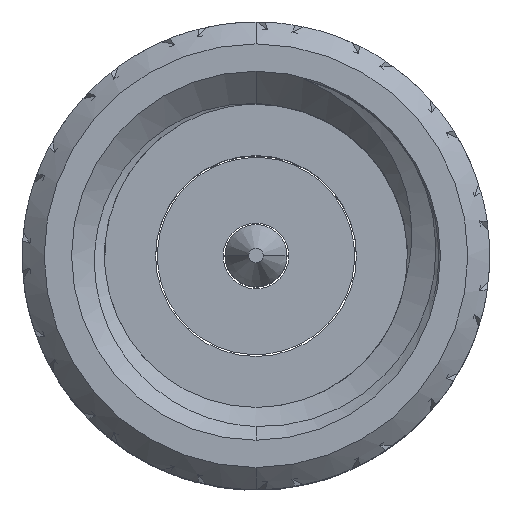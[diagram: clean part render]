
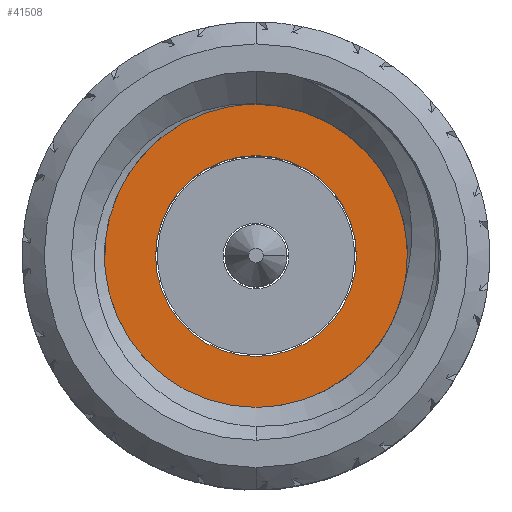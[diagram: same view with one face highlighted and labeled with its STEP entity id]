
A CAD part, top view. The second image highlights one B-rep face of the part: STEP entity #41508.
In plain terms, the highlighted planar face has unit normal (0, 0, 1).
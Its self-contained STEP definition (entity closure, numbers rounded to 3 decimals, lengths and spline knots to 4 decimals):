
#412 = CARTESIAN_POINT ( 'NONE',  ( 0., 0., 10.08 ) ) ;
#1715 = ORIENTED_EDGE ( 'NONE', *, *, #23286, .F. ) ;
#4215 = EDGE_CURVE ( 'NONE', #45830, #23244, #23032, .T. ) ;
#5111 = CARTESIAN_POINT ( 'NONE',  ( 0., -2.3, 10.08 ) ) ;
#6207 = DIRECTION ( 'NONE',  ( 0., 0., -1. ) ) ;
#7201 = CARTESIAN_POINT ( 'NONE',  ( 0., -1.375, 10.08 ) ) ;
#7472 = DIRECTION ( 'NONE',  ( 0., 0., -1. ) ) ;
#7999 = AXIS2_PLACEMENT_3D ( 'NONE', #10249, #6207, #35923 ) ;
#8755 = DIRECTION ( 'NONE',  ( 0., -1., 0. ) ) ;
#9800 = CIRCLE ( 'NONE', #46613, 2.3 ) ;
#10249 = CARTESIAN_POINT ( 'NONE',  ( 0., 0., 10.08 ) ) ;
#11497 = CARTESIAN_POINT ( 'NONE',  ( 0., 0., 10.08 ) ) ;
#17378 = AXIS2_PLACEMENT_3D ( 'NONE', #39320, #53120, #8755 ) ;
#21766 = DIRECTION ( 'NONE',  ( 0., 1., 0. ) ) ;
#22054 = DIRECTION ( 'NONE',  ( 0., 0., -1. ) ) ;
#23032 = CIRCLE ( 'NONE', #37724, 1.375 ) ;
#23244 = VERTEX_POINT ( 'NONE', #28557 ) ;
#23286 = EDGE_CURVE ( 'NONE', #50486, #42271, #9800, .T. ) ;
#25092 = EDGE_CURVE ( 'NONE', #42271, #50486, #43894, .T. ) ;
#26081 = FACE_OUTER_BOUND ( 'NONE', #39052, .T. ) ;
#27113 = CARTESIAN_POINT ( 'NONE',  ( 0., 2.3, 10.08 ) ) ;
#28557 = CARTESIAN_POINT ( 'NONE',  ( 0., 1.375, 10.08 ) ) ;
#29682 = CARTESIAN_POINT ( 'NONE',  ( 0., 0., 10.08 ) ) ;
#35923 = DIRECTION ( 'NONE',  ( 0., 1., 0. ) ) ;
#36247 = CIRCLE ( 'NONE', #39007, 1.375 ) ;
#37724 = AXIS2_PLACEMENT_3D ( 'NONE', #29682, #43467, #43188 ) ;
#39007 = AXIS2_PLACEMENT_3D ( 'NONE', #412, #22054, #21766 ) ;
#39052 = EDGE_LOOP ( 'NONE', ( #1715, #44239 ) ) ;
#39320 = CARTESIAN_POINT ( 'NONE',  ( 0., 0., 10.08 ) ) ;
#41508 = ADVANCED_FACE ( 'NONE', ( #48233, #26081 ), #43629, .T. ) ;
#42271 = VERTEX_POINT ( 'NONE', #5111 ) ;
#42985 = ORIENTED_EDGE ( 'NONE', *, *, #51744, .T. ) ;
#43188 = DIRECTION ( 'NONE',  ( 0., 1., 0. ) ) ;
#43467 = DIRECTION ( 'NONE',  ( 0., 0., -1. ) ) ;
#43629 = PLANE ( 'NONE',  #17378 ) ;
#43894 = CIRCLE ( 'NONE', #7999, 2.3 ) ;
#44239 = ORIENTED_EDGE ( 'NONE', *, *, #25092, .F. ) ;
#45830 = VERTEX_POINT ( 'NONE', #7201 ) ;
#46381 = DIRECTION ( 'NONE',  ( 0., 1., 0. ) ) ;
#46613 = AXIS2_PLACEMENT_3D ( 'NONE', #11497, #7472, #46381 ) ;
#48233 = FACE_BOUND ( 'NONE', #51020, .T. ) ;
#50486 = VERTEX_POINT ( 'NONE', #27113 ) ;
#51020 = EDGE_LOOP ( 'NONE', ( #42985, #53935 ) ) ;
#51744 = EDGE_CURVE ( 'NONE', #23244, #45830, #36247, .T. ) ;
#53120 = DIRECTION ( 'NONE',  ( 0., 0., 1. ) ) ;
#53935 = ORIENTED_EDGE ( 'NONE', *, *, #4215, .T. ) ;
